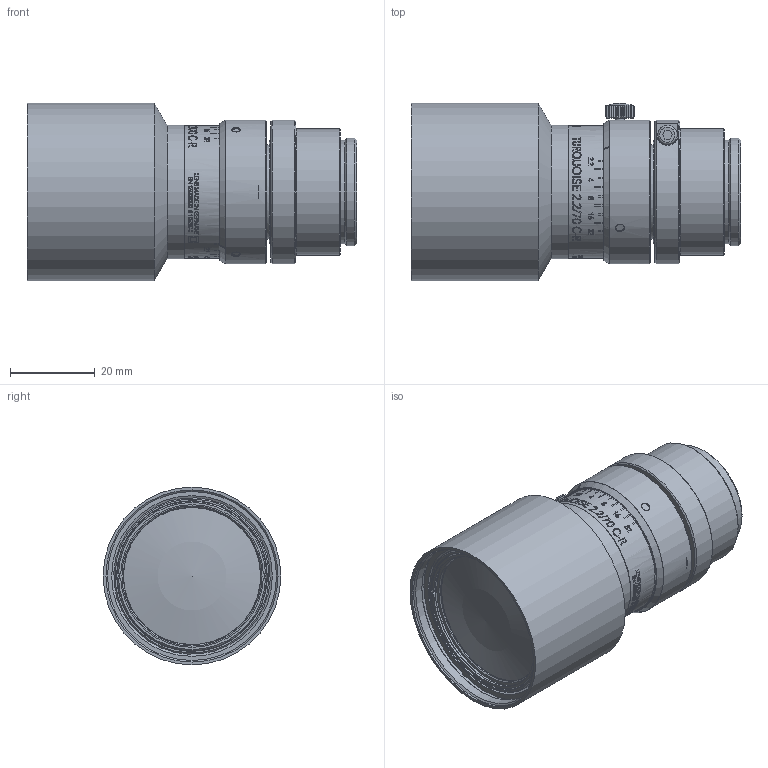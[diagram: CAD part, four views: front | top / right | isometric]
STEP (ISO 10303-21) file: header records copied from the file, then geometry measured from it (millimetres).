
FILE_DESCRIPTION(/* description */ (''),/* implementation_level */ '2;1');
FILE_NAME(/* name */ '1062874_00165301_001.stp',/* time_stamp */ '2021-10-08T10:51:48+02:00',/* author */ (''),/* organization */ (''),/* preprocessor_version */ 'ST-DEVELOPER v16',/* originating_system */ 'SIEMENS PLM Software NX 10.0',/* authorisation */ '');
FILE_SCHEMA (('AP203_CONFIGURATION_CONTROLLED_3D_DESIGN_OF_MECHANICAL_PARTS_AND_ASSEMBLIES_MIM_LF { 1 0 10303 403 2 1 2}'));
Length unit declared in the file: millimetre
Products named in the file (1): Froe2B841541n9cw
Bounding box: 77.8 x 42 x 42 mm (x, y, z)
Volume: 65709.1 mm3; surface area: 25640.9 mm2
Topology: 1 solids, 10 shells, 622 faces, 2062 edges, 1601 vertices
Faces by surface type: plane 277, cylinder 273, cone 60, torus 9, sphere 3
Full cylindrical faces by diameter (mm): 1.1 x1, 1.7 x3, 1.9 x3, 2 x1, 2.05 x3, 2.5 x1, 2.7 x3, 13.5 x1, 16 x1, 17.2 x1, 19.5 x1, 20 x1, 22.3 x1, 23 x2, 23.2 x1, 23.9 x1, 24 x1, 24.4 x1, 24.5 x1, 24.6 x1, 25.4 x1, 25.736 x1, 27 x1, 29.76 x1, 30 x2, 30.6 x1, 31.3 x2, 31.5 x1, 32 x1, 32.5 x1
Entity records: 25566 total; most frequent: CARTESIAN_POINT 8892, ORIENTED_EDGE 3837, DIRECTION 2689, EDGE_CURVE 1942, VERTEX_POINT 1568, AXIS2_PLACEMENT_3D 1079, B_SPLINE_CURVE_WITH_KNOTS 917, EDGE_LOOP 879
